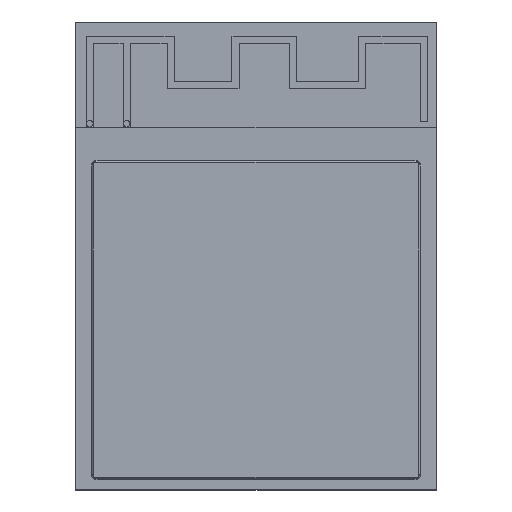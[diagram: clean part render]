
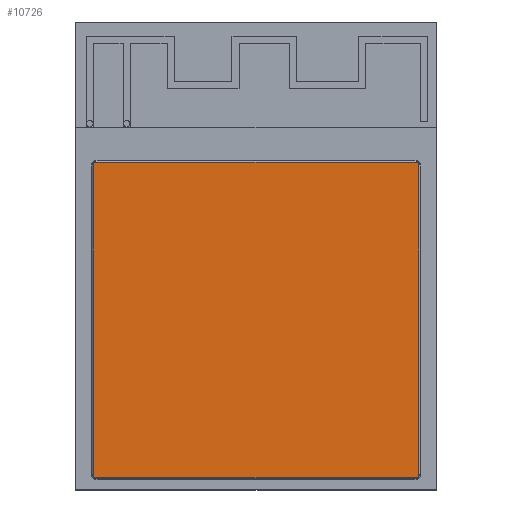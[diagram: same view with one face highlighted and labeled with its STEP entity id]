
A CAD part, top view. The second image highlights one B-rep face of the part: STEP entity #10726.
In plain terms, the highlighted planar face has unit normal (0, 0, 1).
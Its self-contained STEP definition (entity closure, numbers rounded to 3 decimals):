
#51=CIRCLE('',#11165,0.205);
#52=CIRCLE('',#11166,0.205);
#53=CIRCLE('',#11167,0.205);
#54=CIRCLE('',#11168,0.205);
#1921=ORIENTED_EDGE('',*,*,#3108,.T.);
#1922=ORIENTED_EDGE('',*,*,#3109,.T.);
#1923=ORIENTED_EDGE('',*,*,#3110,.T.);
#1924=ORIENTED_EDGE('',*,*,#3111,.T.);
#1925=ORIENTED_EDGE('',*,*,#3112,.T.);
#1926=ORIENTED_EDGE('',*,*,#3113,.T.);
#1927=ORIENTED_EDGE('',*,*,#3114,.T.);
#1928=ORIENTED_EDGE('',*,*,#3115,.T.);
#3108=EDGE_CURVE('',#3850,#3851,#51,.T.);
#3109=EDGE_CURVE('',#3851,#3852,#4841,.T.);
#3110=EDGE_CURVE('',#3852,#3853,#52,.T.);
#3111=EDGE_CURVE('',#3853,#3854,#4842,.T.);
#3112=EDGE_CURVE('',#3854,#3855,#53,.T.);
#3113=EDGE_CURVE('',#3855,#3856,#4843,.T.);
#3114=EDGE_CURVE('',#3856,#3857,#54,.T.);
#3115=EDGE_CURVE('',#3857,#3850,#4844,.T.);
#3850=VERTEX_POINT('',#15136);
#3851=VERTEX_POINT('',#15137);
#3852=VERTEX_POINT('',#15139);
#3853=VERTEX_POINT('',#15141);
#3854=VERTEX_POINT('',#15143);
#3855=VERTEX_POINT('',#15145);
#3856=VERTEX_POINT('',#15147);
#3857=VERTEX_POINT('',#15149);
#4841=LINE('',#15138,#5852);
#4842=LINE('',#15142,#5853);
#4843=LINE('',#15146,#5854);
#4844=LINE('',#15150,#5855);
#5852=VECTOR('',#12953,1000.);
#5853=VECTOR('',#12956,1000.);
#5854=VECTOR('',#12959,1000.);
#5855=VECTOR('',#12962,1000.);
#6369=EDGE_LOOP('',(#1921,#1922,#1923,#1924,#1925,#1926,#1927,#1928));
#6876=FACE_BOUND('',#6369,.T.);
#7309=PLANE('',#11164);
#10726=ADVANCED_FACE('',(#6876),#7309,.T.);
#11164=AXIS2_PLACEMENT_3D('',#15134,#12949,#12950);
#11165=AXIS2_PLACEMENT_3D('',#15135,#12951,#12952);
#11166=AXIS2_PLACEMENT_3D('',#15140,#12954,#12955);
#11167=AXIS2_PLACEMENT_3D('',#15144,#12957,#12958);
#11168=AXIS2_PLACEMENT_3D('',#15148,#12960,#12961);
#12949=DIRECTION('',(0.,0.,1.));
#12950=DIRECTION('',(1.,0.,0.));
#12951=DIRECTION('',(0.,0.,1.));
#12952=DIRECTION('',(1.,0.,0.));
#12953=DIRECTION('',(1.,0.,0.));
#12954=DIRECTION('',(0.,0.,1.));
#12955=DIRECTION('',(1.,0.,0.));
#12956=DIRECTION('',(0.,1.,0.));
#12957=DIRECTION('',(0.,0.,1.));
#12958=DIRECTION('',(1.,0.,0.));
#12959=DIRECTION('',(-1.,0.,0.));
#12960=DIRECTION('',(0.,0.,1.));
#12961=DIRECTION('',(1.,0.,0.));
#12962=DIRECTION('',(0.,-1.,0.));
#15134=CARTESIAN_POINT('',(0.,0.,1.6));
#15135=CARTESIAN_POINT('',(-6.795,-9.295,1.6));
#15136=CARTESIAN_POINT('',(-6.949,-9.431,1.6));
#15137=CARTESIAN_POINT('',(-6.931,-9.449,1.6));
#15138=CARTESIAN_POINT('',(6.795,-9.449,1.6));
#15139=CARTESIAN_POINT('',(6.931,-9.449,1.6));
#15140=CARTESIAN_POINT('',(6.795,-9.295,1.6));
#15141=CARTESIAN_POINT('',(6.949,-9.431,1.6));
#15142=CARTESIAN_POINT('',(6.949,3.845,1.6));
#15143=CARTESIAN_POINT('',(6.949,3.981,1.6));
#15144=CARTESIAN_POINT('',(6.795,3.845,1.6));
#15145=CARTESIAN_POINT('',(6.931,3.999,1.6));
#15146=CARTESIAN_POINT('',(-6.795,3.999,1.6));
#15147=CARTESIAN_POINT('',(-6.931,3.999,1.6));
#15148=CARTESIAN_POINT('',(-6.795,3.845,1.6));
#15149=CARTESIAN_POINT('',(-6.949,3.981,1.6));
#15150=CARTESIAN_POINT('',(-6.949,-9.295,1.6));
